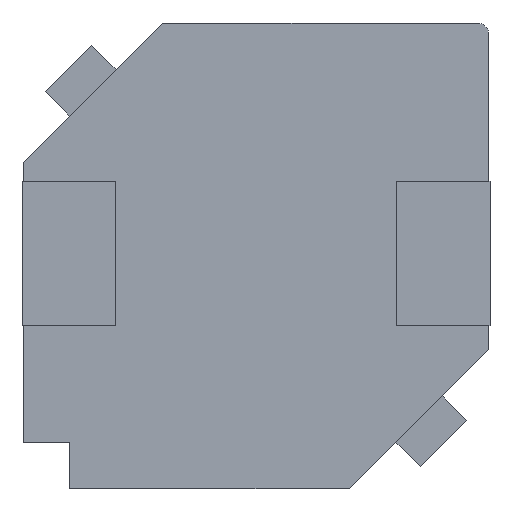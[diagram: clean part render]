
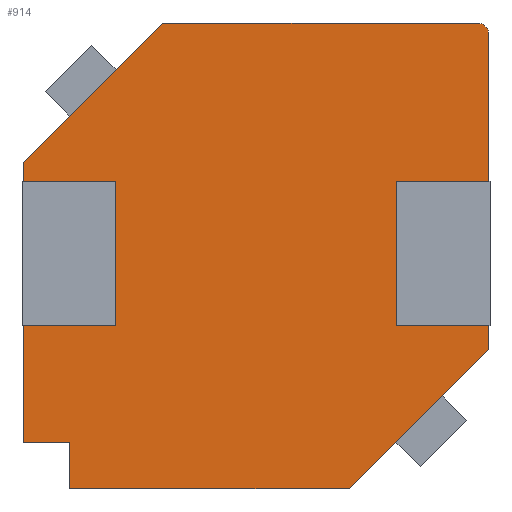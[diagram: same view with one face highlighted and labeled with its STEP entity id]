
A CAD part, front view. The second image highlights one B-rep face of the part: STEP entity #914.
In plain terms, the highlighted planar face has unit normal (0, -1, 0).
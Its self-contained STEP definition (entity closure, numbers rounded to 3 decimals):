
#11 = PLANE ( 'NONE',  #1192 ) ;
#16 = EDGE_CURVE ( 'NONE', #304, #2520, #1370, .T. ) ;
#141 = CARTESIAN_POINT ( 'NONE',  ( 2., 0., -5. ) ) ;
#150 = CARTESIAN_POINT ( 'NONE',  ( 2., 0., -5. ) ) ;
#164 = LINE ( 'NONE', #150, #1994 ) ;
#229 = FACE_OUTER_BOUND ( 'NONE', #242, .T. ) ;
#242 = EDGE_LOOP ( 'NONE', ( #1561, #896, #2147, #690, #2638, #1099, #848, #2014, #2486 ) ) ;
#263 = VECTOR ( 'NONE', #1916, 1000. ) ;
#292 = VERTEX_POINT ( 'NONE', #1926 ) ;
#304 = VERTEX_POINT ( 'NONE', #1727 ) ;
#353 = VECTOR ( 'NONE', #1193, 1000. ) ;
#356 = EDGE_CURVE ( 'NONE', #292, #1563, #1788, .T. ) ;
#374 = CARTESIAN_POINT ( 'NONE',  ( -5., 0., 2. ) ) ;
#470 = VERTEX_POINT ( 'NONE', #1599 ) ;
#490 = CARTESIAN_POINT ( 'NONE',  ( -2., 0., 5. ) ) ;
#554 = CARTESIAN_POINT ( 'NONE',  ( -5., 0., -4. ) ) ;
#569 = AXIS2_PLACEMENT_3D ( 'NONE', #570, #804, #2040 ) ;
#570 = CARTESIAN_POINT ( 'NONE',  ( 4.75, 0., 4.75 ) ) ;
#618 = EDGE_CURVE ( 'NONE', #2346, #292, #1000, .T. ) ;
#641 = LINE ( 'NONE', #1471, #1609 ) ;
#673 = DIRECTION ( 'NONE',  ( 0., 1., 0. ) ) ;
#690 = ORIENTED_EDGE ( 'NONE', *, *, #1697, .F. ) ;
#777 = DIRECTION ( 'NONE',  ( -1., 0., 0. ) ) ;
#804 = DIRECTION ( 'NONE',  ( 0., 1., 0. ) ) ;
#848 = ORIENTED_EDGE ( 'NONE', *, *, #1149, .F. ) ;
#861 = DIRECTION ( 'NONE',  ( 1., 0., 0. ) ) ;
#896 = ORIENTED_EDGE ( 'NONE', *, *, #356, .F. ) ;
#914 = ADVANCED_FACE ( 'NONE', ( #229 ), #11, .F. ) ;
#1000 = LINE ( 'NONE', #374, #1600 ) ;
#1012 = LINE ( 'NONE', #554, #1453 ) ;
#1050 = LINE ( 'NONE', #1063, #263 ) ;
#1063 = CARTESIAN_POINT ( 'NONE',  ( -5., 0., -4. ) ) ;
#1099 = ORIENTED_EDGE ( 'NONE', *, *, #1649, .F. ) ;
#1149 = EDGE_CURVE ( 'NONE', #1979, #1775, #2332, .T. ) ;
#1192 = AXIS2_PLACEMENT_3D ( 'NONE', #2605, #673, #1521 ) ;
#1193 = DIRECTION ( 'NONE',  ( 0., 0., -1. ) ) ;
#1248 = VECTOR ( 'NONE', #861, 1000. ) ;
#1336 = CARTESIAN_POINT ( 'NONE',  ( -4., 0., -5. ) ) ;
#1370 = LINE ( 'NONE', #2679, #353 ) ;
#1453 = VECTOR ( 'NONE', #777, 1000. ) ;
#1471 = CARTESIAN_POINT ( 'NONE',  ( -4., 0., -5. ) ) ;
#1484 = DIRECTION ( 'NONE',  ( 0., 0., 1. ) ) ;
#1521 = DIRECTION ( 'NONE',  ( 0., 0., 1. ) ) ;
#1561 = ORIENTED_EDGE ( 'NONE', *, *, #2002, .F. ) ;
#1563 = VERTEX_POINT ( 'NONE', #2098 ) ;
#1599 = CARTESIAN_POINT ( 'NONE',  ( -4., 0., -4. ) ) ;
#1600 = VECTOR ( 'NONE', #2538, 1000. ) ;
#1609 = VECTOR ( 'NONE', #1484, 1000. ) ;
#1628 = CARTESIAN_POINT ( 'NONE',  ( 5., 0., -2. ) ) ;
#1632 = VERTEX_POINT ( 'NONE', #2560 ) ;
#1649 = EDGE_CURVE ( 'NONE', #1775, #470, #641, .T. ) ;
#1697 = EDGE_CURVE ( 'NONE', #1632, #2346, #1050, .T. ) ;
#1727 = CARTESIAN_POINT ( 'NONE',  ( 5., 0., 4.75 ) ) ;
#1774 = CIRCLE ( 'NONE', #569, 0.25 ) ;
#1775 = VERTEX_POINT ( 'NONE', #1336 ) ;
#1788 = LINE ( 'NONE', #490, #1248 ) ;
#1916 = DIRECTION ( 'NONE',  ( 0., 0., 1. ) ) ;
#1926 = CARTESIAN_POINT ( 'NONE',  ( -2., 0., 5. ) ) ;
#1940 = VECTOR ( 'NONE', #2762, 1000. ) ;
#1979 = VERTEX_POINT ( 'NONE', #141 ) ;
#1994 = VECTOR ( 'NONE', #2112, 1000. ) ;
#2002 = EDGE_CURVE ( 'NONE', #1563, #304, #1774, .T. ) ;
#2014 = ORIENTED_EDGE ( 'NONE', *, *, #2102, .F. ) ;
#2033 = EDGE_CURVE ( 'NONE', #470, #1632, #1012, .T. ) ;
#2040 = DIRECTION ( 'NONE',  ( 0., 0., 1. ) ) ;
#2098 = CARTESIAN_POINT ( 'NONE',  ( 4.75, 0., 5. ) ) ;
#2102 = EDGE_CURVE ( 'NONE', #2520, #1979, #164, .T. ) ;
#2112 = DIRECTION ( 'NONE',  ( -0.707, 0., -0.707 ) ) ;
#2144 = CARTESIAN_POINT ( 'NONE',  ( -5., 0., 2. ) ) ;
#2147 = ORIENTED_EDGE ( 'NONE', *, *, #618, .F. ) ;
#2332 = LINE ( 'NONE', #2775, #1940 ) ;
#2346 = VERTEX_POINT ( 'NONE', #2144 ) ;
#2486 = ORIENTED_EDGE ( 'NONE', *, *, #16, .F. ) ;
#2520 = VERTEX_POINT ( 'NONE', #1628 ) ;
#2538 = DIRECTION ( 'NONE',  ( 0.707, 0., 0.707 ) ) ;
#2560 = CARTESIAN_POINT ( 'NONE',  ( -5., 0., -4. ) ) ;
#2605 = CARTESIAN_POINT ( 'NONE',  ( 4.75, 0., 4.75 ) ) ;
#2638 = ORIENTED_EDGE ( 'NONE', *, *, #2033, .F. ) ;
#2679 = CARTESIAN_POINT ( 'NONE',  ( 5., 0., -2. ) ) ;
#2762 = DIRECTION ( 'NONE',  ( -1., 0., 0. ) ) ;
#2775 = CARTESIAN_POINT ( 'NONE',  ( -4., 0., -5. ) ) ;
